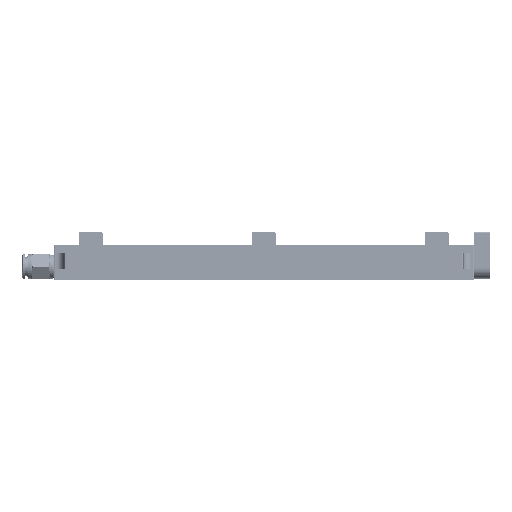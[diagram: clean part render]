
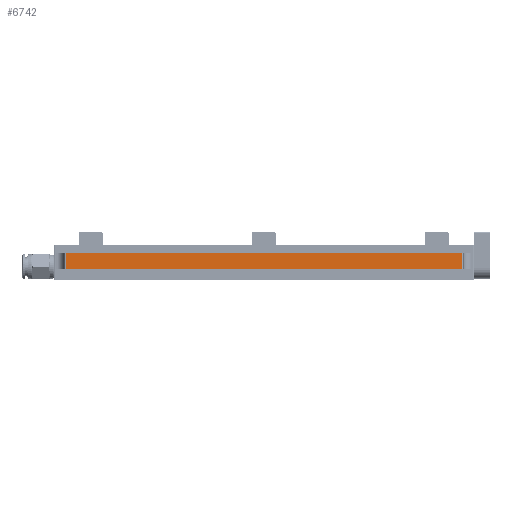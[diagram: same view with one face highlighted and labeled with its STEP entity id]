
A CAD part, front view. The second image highlights one B-rep face of the part: STEP entity #6742.
In plain terms, the highlighted planar face has unit normal (0, -1, 0).
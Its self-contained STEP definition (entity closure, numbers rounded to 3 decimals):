
#4938=CARTESIAN_POINT('',(9.,8.,0.));
#4939=VERTEX_POINT('',#4938);
#4947=CARTESIAN_POINT('',(307.,8.,0.));
#4948=VERTEX_POINT('',#4947);
#4949=CARTESIAN_POINT('',(9.,8.,0.));
#4950=DIRECTION('',(1.,0.,-0.));
#4951=VECTOR('',#4950,298.);
#4952=LINE('',#4949,#4951);
#4953=EDGE_CURVE('',#4939,#4948,#4952,.T.);
#6474=CARTESIAN_POINT('',(307.,8.,-12.));
#6475=VERTEX_POINT('',#6474);
#6483=CARTESIAN_POINT('',(9.,8.,-12.));
#6484=VERTEX_POINT('',#6483);
#6485=CARTESIAN_POINT('',(9.,8.,-12.));
#6486=DIRECTION('',(1.,0.,-0.));
#6487=VECTOR('',#6486,298.);
#6488=LINE('',#6485,#6487);
#6489=EDGE_CURVE('',#6484,#6475,#6488,.T.);
#6721=CARTESIAN_POINT('',(8.,8.,-12.));
#6722=DIRECTION('',(0.,-1.,0.));
#6723=DIRECTION('',(0.,0.,-1.));
#6724=AXIS2_PLACEMENT_3D('',#6721,#6722,#6723);
#6725=PLANE('',#6724);
#6726=ORIENTED_EDGE('',*,*,#4953,.F.);
#6727=CARTESIAN_POINT('',(9.,8.,0.));
#6728=DIRECTION('',(0.,0.,-1.));
#6729=VECTOR('',#6728,12.);
#6730=LINE('',#6727,#6729);
#6731=EDGE_CURVE('',#4939,#6484,#6730,.T.);
#6732=ORIENTED_EDGE('',*,*,#6731,.T.);
#6733=ORIENTED_EDGE('',*,*,#6489,.T.);
#6734=CARTESIAN_POINT('',(307.,8.,-12.));
#6735=DIRECTION('',(0.,0.,1.));
#6736=VECTOR('',#6735,12.);
#6737=LINE('',#6734,#6736);
#6738=EDGE_CURVE('',#6475,#4948,#6737,.T.);
#6739=ORIENTED_EDGE('',*,*,#6738,.T.);
#6740=EDGE_LOOP('',(#6726,#6732,#6733,#6739));
#6741=FACE_BOUND('',#6740,.T.);
#6742=ADVANCED_FACE('NONE',(#6741),#6725,.T.);
